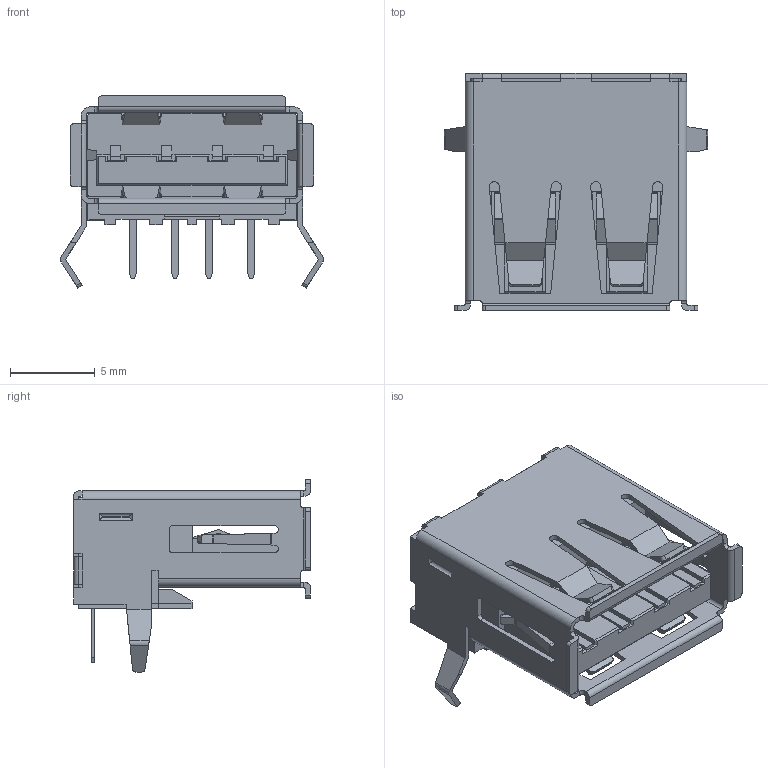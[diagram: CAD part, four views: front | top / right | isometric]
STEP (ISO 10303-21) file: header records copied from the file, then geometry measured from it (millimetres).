
FILE_DESCRIPTION(('FreeCAD Model'),'2;1');
FILE_NAME('Open CASCADE Shape Model','2023-09-22T21:08:50',('Author'),( ''),'Open CASCADE STEP processor 7.6','FreeCAD','Unknown');
FILE_SCHEMA(('AUTOMOTIVE_DESIGN { 1 0 10303 214 1 1 1 1 }'));
Length unit declared in the file: millimetre
Products named in the file (10): PCBModel; USB1; USB-A-TH__USB-AF-90; COMPOUND007; COMPOUND001; COMPOUND002; COMPOUND003; COMPOUND004; COMPOUND005; COMPOUND006
Assembly tree (9 placements, depth 5):
  PCBModel
    USB1
      USB-A-TH__USB-AF-90
        COMPOUND007
          COMPOUND001
          COMPOUND002
          COMPOUND003
          COMPOUND004
          COMPOUND005
          COMPOUND006
Bounding box: 15.55 x 14 x 11.35 mm (x, y, z)
Volume: 751.7 mm3; surface area: 1753.4 mm2
Topology: 6 solids, 6 shells, 732 faces, 2055 edges, 1354 vertices
Faces by surface type: plane 495, cylinder 125, bspline 112
Entity records: 29386 total; most frequent: CARTESIAN_POINT 6435, ORIENTED_EDGE 4110, DIRECTION 3213, EDGE_CURVE 2055, LINE 1581, VECTOR 1581, VERTEX_POINT 1354, AXIS2_PLACEMENT_3D 816
